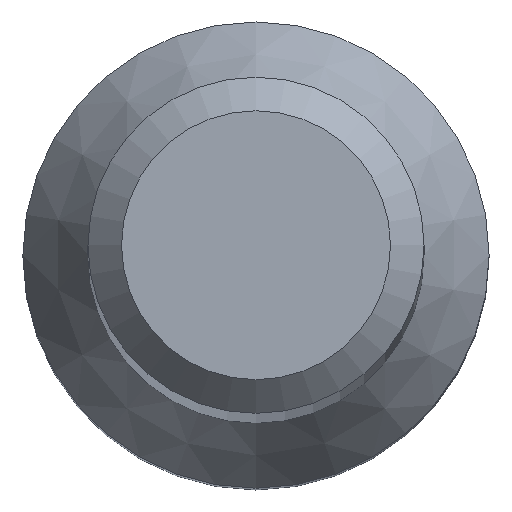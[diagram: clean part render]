
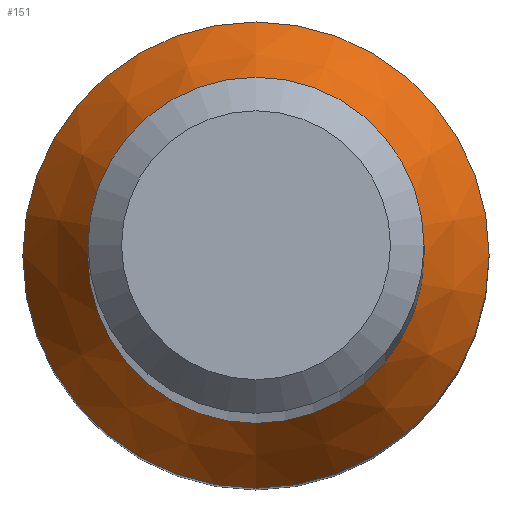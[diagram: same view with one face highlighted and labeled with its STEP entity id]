
A CAD part, top view. The second image highlights one B-rep face of the part: STEP entity #151.
In plain terms, the highlighted conical face has half-angle 30 degrees and reference radius 2.774 mm.
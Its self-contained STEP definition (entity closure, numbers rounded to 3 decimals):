
#4 = CARTESIAN_POINT ( 'NONE',  ( 0., 0., 12.651 ) ) ;
#22 = DIRECTION ( 'NONE',  ( 0., 0., -1. ) ) ;
#26 = CIRCLE ( 'NONE', #84, 2. ) ;
#37 = CONICAL_SURFACE ( 'NONE', #61, 2.774, 0.524 ) ;
#57 = EDGE_LOOP ( 'NONE', ( #93 ) ) ;
#58 = EDGE_CURVE ( 'NONE', #223, #223, #108, .T. ) ;
#61 = AXIS2_PLACEMENT_3D ( 'NONE', #192, #22, #196 ) ;
#84 = AXIS2_PLACEMENT_3D ( 'NONE', #239, #219, #160 ) ;
#88 = CARTESIAN_POINT ( 'NONE',  ( 0., 2.774, 12.651 ) ) ;
#93 = ORIENTED_EDGE ( 'NONE', *, *, #190, .T. ) ;
#108 = CIRCLE ( 'NONE', #131, 2.774 ) ;
#116 = FACE_OUTER_BOUND ( 'NONE', #125, .T. ) ;
#125 = EDGE_LOOP ( 'NONE', ( #150 ) ) ;
#131 = AXIS2_PLACEMENT_3D ( 'NONE', #4, #215, #149 ) ;
#138 = VERTEX_POINT ( 'NONE', #203 ) ;
#149 = DIRECTION ( 'NONE',  ( 0., 1., 0. ) ) ;
#150 = ORIENTED_EDGE ( 'NONE', *, *, #58, .F. ) ;
#151 = ADVANCED_FACE ( 'NONE', ( #214, #116 ), #37, .T. ) ;
#160 = DIRECTION ( 'NONE',  ( 0., 1., 0. ) ) ;
#190 = EDGE_CURVE ( 'NONE', #138, #138, #26, .T. ) ;
#192 = CARTESIAN_POINT ( 'NONE',  ( 0., 0., 12.651 ) ) ;
#196 = DIRECTION ( 'NONE',  ( 0., 1., 0. ) ) ;
#203 = CARTESIAN_POINT ( 'NONE',  ( 0., 2., 13.992 ) ) ;
#214 = FACE_BOUND ( 'NONE', #57, .T. ) ;
#215 = DIRECTION ( 'NONE',  ( 0., 0., -1. ) ) ;
#219 = DIRECTION ( 'NONE',  ( 0., 0., -1. ) ) ;
#223 = VERTEX_POINT ( 'NONE', #88 ) ;
#239 = CARTESIAN_POINT ( 'NONE',  ( 0., 0., 13.992 ) ) ;
